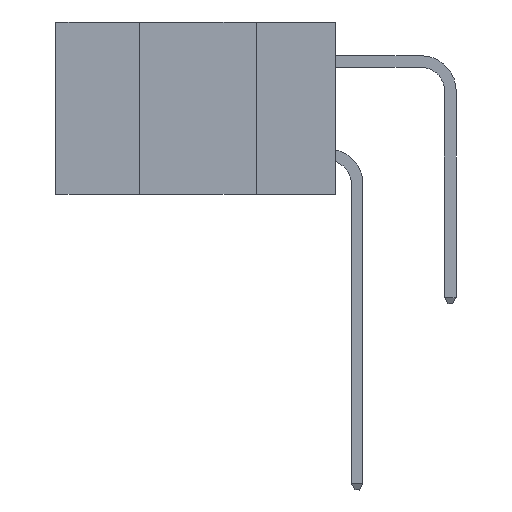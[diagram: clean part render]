
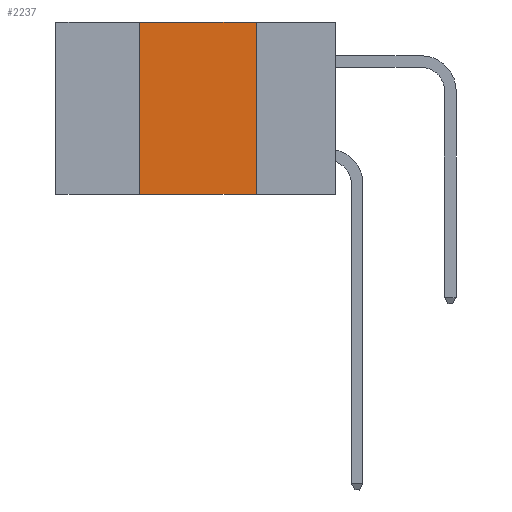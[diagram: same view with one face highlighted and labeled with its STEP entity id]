
A CAD part, left-side view. The second image highlights one B-rep face of the part: STEP entity #2237.
In plain terms, the highlighted planar face has unit normal (-1, 0, 0).
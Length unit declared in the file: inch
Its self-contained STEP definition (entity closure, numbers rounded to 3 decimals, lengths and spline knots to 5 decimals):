
#242 = DIRECTION ( 'NONE',  ( 0., 0., -1. ) ) ;
#248 = VERTEX_POINT ( 'NONE', #12829 ) ;
#656 = VERTEX_POINT ( 'NONE', #9713 ) ;
#1601 = AXIS2_PLACEMENT_3D ( 'NONE', #6981, #11019, #7838 ) ;
#1839 = EDGE_CURVE ( 'NONE', #656, #5514, #2822, .T. ) ;
#2237 = ADVANCED_FACE ( 'NONE', ( #13082 ), #3014, .F. ) ;
#2789 = ORIENTED_EDGE ( 'NONE', *, *, #1839, .F. ) ;
#2822 = LINE ( 'NONE', #7989, #12153 ) ;
#2893 = DIRECTION ( 'NONE',  ( 0., -1., 0. ) ) ;
#2942 = EDGE_CURVE ( 'NONE', #5514, #6791, #9297, .T. ) ;
#3014 = PLANE ( 'NONE',  #1601 ) ;
#3961 = EDGE_LOOP ( 'NONE', ( #5110, #2789, #4803, #10808 ) ) ;
#3993 = DIRECTION ( 'NONE',  ( 0., -1., 0. ) ) ;
#4124 = CARTESIAN_POINT ( 'NONE',  ( 0., 0.6, -0.37 ) ) ;
#4323 = CARTESIAN_POINT ( 'NONE',  ( 0., 0.17, 0. ) ) ;
#4395 = VECTOR ( 'NONE', #3993, 39.37008 ) ;
#4803 = ORIENTED_EDGE ( 'NONE', *, *, #10519, .F. ) ;
#5017 = CARTESIAN_POINT ( 'NONE',  ( 0., 0.42, 0. ) ) ;
#5110 = ORIENTED_EDGE ( 'NONE', *, *, #2942, .F. ) ;
#5514 = VERTEX_POINT ( 'NONE', #8293 ) ;
#5734 = DIRECTION ( 'NONE',  ( 0., 0., 1. ) ) ;
#6463 = VECTOR ( 'NONE', #5734, 39.37008 ) ;
#6791 = VERTEX_POINT ( 'NONE', #7445 ) ;
#6981 = CARTESIAN_POINT ( 'NONE',  ( 0., 0.6, 0. ) ) ;
#6995 = LINE ( 'NONE', #5017, #6463 ) ;
#7445 = CARTESIAN_POINT ( 'NONE',  ( 0., 0.17, -0.37 ) ) ;
#7838 = DIRECTION ( 'NONE',  ( 0., 0., -1. ) ) ;
#7989 = CARTESIAN_POINT ( 'NONE',  ( 0., 0.6, 0. ) ) ;
#8293 = CARTESIAN_POINT ( 'NONE',  ( 0., 0.17, 0. ) ) ;
#9141 = LINE ( 'NONE', #4124, #4395 ) ;
#9297 = LINE ( 'NONE', #4323, #12175 ) ;
#9713 = CARTESIAN_POINT ( 'NONE',  ( 0., 0.42, 0. ) ) ;
#10519 = EDGE_CURVE ( 'NONE', #248, #656, #6995, .T. ) ;
#10808 = ORIENTED_EDGE ( 'NONE', *, *, #12659, .T. ) ;
#11019 = DIRECTION ( 'NONE',  ( 1., 0., 0. ) ) ;
#12153 = VECTOR ( 'NONE', #2893, 39.37008 ) ;
#12175 = VECTOR ( 'NONE', #242, 39.37008 ) ;
#12659 = EDGE_CURVE ( 'NONE', #248, #6791, #9141, .T. ) ;
#12829 = CARTESIAN_POINT ( 'NONE',  ( 0., 0.42, -0.37 ) ) ;
#13082 = FACE_OUTER_BOUND ( 'NONE', #3961, .T. ) ;
